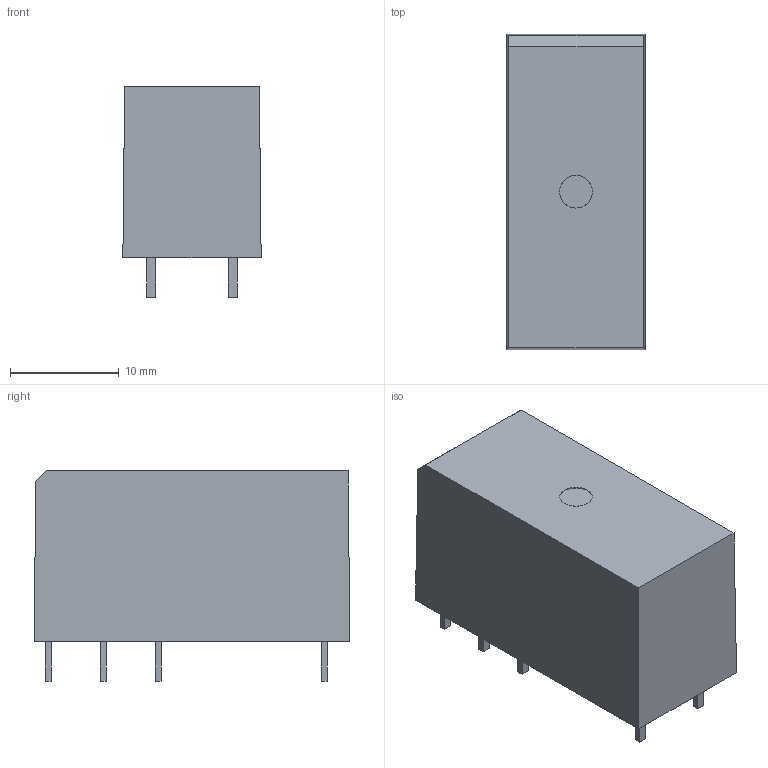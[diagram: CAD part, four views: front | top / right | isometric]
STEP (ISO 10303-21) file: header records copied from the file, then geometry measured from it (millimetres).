
FILE_DESCRIPTION(('CATIA V5 STEP Exchange','CAx-IF Rec.Pracs.--- Model Styling and Organization---1.4--- 2014-01-23'),'2;1');
FILE_NAME ('6326299_4', '2024-02-27T12:00:08+00:00', ('none'), ('Weidmueller'), 'CATIA Version 5-6 Release 2016 SP3 HF44', 'CATIA V5 STEP AP214', 'none');
FILE_SCHEMA(('AUTOMOTIVE_DESIGN { 1 0 10303 214 1 1 1 1 }'));
Length unit declared in the file: millimetre
Products named in the file (1): S3D_RCL_XXX_AU
Bounding box: 12.7 x 29 x 19.3 mm (x, y, z)
Volume: 5681.5 mm3; surface area: 2094.8 mm2
Topology: 1 solids, 1 shells, 50 faces, 133 edges, 94 vertices
Faces by surface type: plane 48, cylinder 2
Entity records: 1650 total; most frequent: CARTESIAN_POINT 294, ORIENTED_EDGE 266, DIRECTION 231, EDGE_CURVE 133, VECTOR 129, LINE 129, VERTEX_POINT 94, EDGE_LOOP 59
